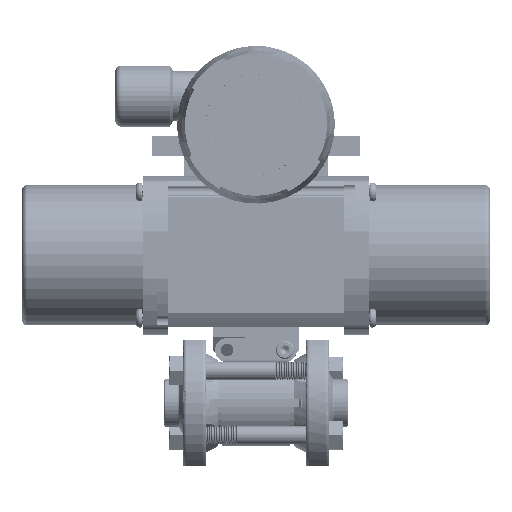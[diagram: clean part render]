
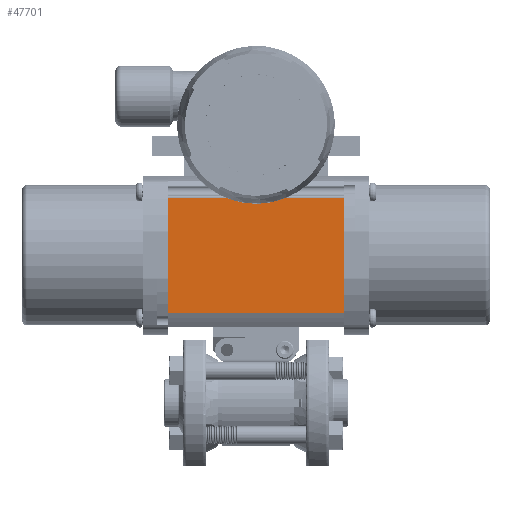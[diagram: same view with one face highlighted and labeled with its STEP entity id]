
A CAD part, top view. The second image highlights one B-rep face of the part: STEP entity #47701.
In plain terms, the highlighted planar face has unit normal (0, 0, 1).
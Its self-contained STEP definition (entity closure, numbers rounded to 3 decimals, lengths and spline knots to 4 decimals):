
#5031 = VERTEX_POINT ( 'NONE', #151568 ) ;
#10361 = VERTEX_POINT ( 'NONE', #232059 ) ;
#14807 = EDGE_CURVE ( 'NONE', #170227, #10361, #228671, .T. ) ;
#25382 = ORIENTED_EDGE ( 'NONE', *, *, #253129, .F. ) ;
#29793 = CARTESIAN_POINT ( 'NONE',  ( -5.0403, 3.5621, 1.17 ) ) ;
#29973 = CARTESIAN_POINT ( 'NONE',  ( -1.5275, 3.5694, 1.17 ) ) ;
#34978 = ORIENTED_EDGE ( 'NONE', *, *, #88024, .T. ) ;
#44910 = CARTESIAN_POINT ( 'NONE',  ( -5.0403, 3.5694, 1.17 ) ) ;
#45781 = PLANE ( 'NONE',  #209175 ) ;
#47701 = ADVANCED_FACE ( 'NONE', ( #136217 ), #45781, .F. ) ;
#50974 = CARTESIAN_POINT ( 'NONE',  ( -1.5275, 1.5679, 1.17 ) ) ;
#54147 = CARTESIAN_POINT ( 'NONE',  ( 1.5275, 3.5621, 1.17 ) ) ;
#60712 = ORIENTED_EDGE ( 'NONE', *, *, #81420, .F. ) ;
#65551 = DIRECTION ( 'NONE',  ( 0., 0., -1. ) ) ;
#68282 = DIRECTION ( 'NONE',  ( 0., -1., 0. ) ) ;
#81420 = EDGE_CURVE ( 'NONE', #170227, #5031, #137821, .T. ) ;
#85254 = VECTOR ( 'NONE', #68282, 39.3701 ) ;
#88024 = EDGE_CURVE ( 'NONE', #91176, #5031, #112115, .T. ) ;
#91176 = VERTEX_POINT ( 'NONE', #50974 ) ;
#96905 = DIRECTION ( 'NONE',  ( 1., 0., 0. ) ) ;
#112115 = LINE ( 'NONE', #155623, #158466 ) ;
#120430 = LINE ( 'NONE', #29973, #172820 ) ;
#123793 = VECTOR ( 'NONE', #166957, 39.3701 ) ;
#136217 = FACE_OUTER_BOUND ( 'NONE', #254212, .T. ) ;
#137821 = LINE ( 'NONE', #166676, #85254 ) ;
#151568 = CARTESIAN_POINT ( 'NONE',  ( 1.5275, 1.5679, 1.17 ) ) ;
#154228 = ORIENTED_EDGE ( 'NONE', *, *, #14807, .T. ) ;
#155623 = CARTESIAN_POINT ( 'NONE',  ( -5.0403, 1.5679, 1.17 ) ) ;
#158466 = VECTOR ( 'NONE', #96905, 39.3701 ) ;
#166676 = CARTESIAN_POINT ( 'NONE',  ( 1.5275, 3.5694, 1.17 ) ) ;
#166957 = DIRECTION ( 'NONE',  ( -1., 0., 0. ) ) ;
#167125 = DIRECTION ( 'NONE',  ( 0., 1., 0. ) ) ;
#170227 = VERTEX_POINT ( 'NONE', #54147 ) ;
#172820 = VECTOR ( 'NONE', #167125, 39.3701 ) ;
#203618 = DIRECTION ( 'NONE',  ( 0., -1., 0. ) ) ;
#209175 = AXIS2_PLACEMENT_3D ( 'NONE', #44910, #65551, #203618 ) ;
#228671 = LINE ( 'NONE', #29793, #123793 ) ;
#232059 = CARTESIAN_POINT ( 'NONE',  ( -1.5275, 3.5621, 1.17 ) ) ;
#253129 = EDGE_CURVE ( 'NONE', #91176, #10361, #120430, .T. ) ;
#254212 = EDGE_LOOP ( 'NONE', ( #60712, #154228, #25382, #34978 ) ) ;
